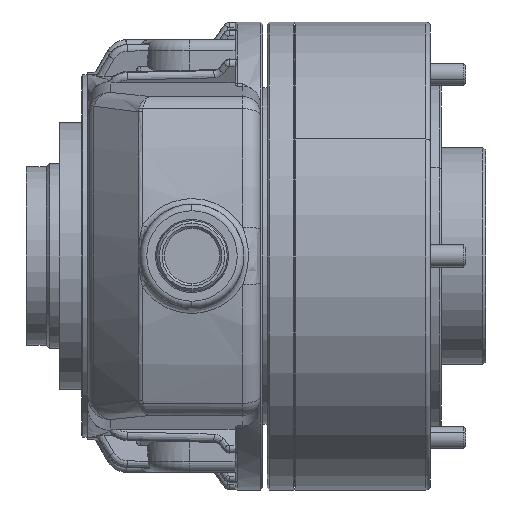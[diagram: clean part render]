
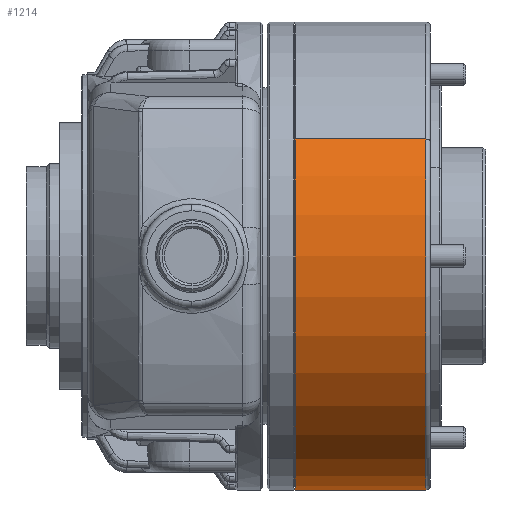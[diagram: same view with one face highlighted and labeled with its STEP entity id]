
A CAD part, front view. The second image highlights one B-rep face of the part: STEP entity #1214.
In plain terms, the highlighted cylindrical face has radius 106 mm (diameter 212 mm), a partial arc.
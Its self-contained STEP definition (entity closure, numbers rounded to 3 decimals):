
#197 = DIRECTION ( 'NONE',  ( -1., 0., 0. ) ) ;
#407 = FACE_OUTER_BOUND ( 'NONE', #22722, .T. ) ;
#722 = EDGE_CURVE ( 'NONE', #31340, #32468, #9668, .T. ) ;
#920 = DIRECTION ( 'NONE',  ( -1., 0., 0. ) ) ;
#1214 = ADVANCED_FACE ( 'NONE', ( #407 ), #21674, .T. ) ;
#1715 = DIRECTION ( 'NONE',  ( 0., 1., 0. ) ) ;
#2625 = CARTESIAN_POINT ( 'NONE',  ( 0., -106., 0. ) ) ;
#3631 = ORIENTED_EDGE ( 'NONE', *, *, #722, .F. ) ;
#7446 = ORIENTED_EDGE ( 'NONE', *, *, #32950, .T. ) ;
#9352 = VERTEX_POINT ( 'NONE', #18159 ) ;
#9668 = LINE ( 'NONE', #28023, #31473 ) ;
#14006 = CIRCLE ( 'NONE', #27484, 106. ) ;
#14803 = VECTOR ( 'NONE', #19913, 1000. ) ;
#16998 = AXIS2_PLACEMENT_3D ( 'NONE', #35389, #920, #22379 ) ;
#17511 = VERTEX_POINT ( 'NONE', #36431 ) ;
#17613 = CARTESIAN_POINT ( 'NONE',  ( 59.5, 0., 0. ) ) ;
#18159 = CARTESIAN_POINT ( 'NONE',  ( 59.5, -106., 0. ) ) ;
#18424 = CIRCLE ( 'NONE', #24154, 106. ) ;
#19046 = DIRECTION ( 'NONE',  ( 1., 0., 0. ) ) ;
#19913 = DIRECTION ( 'NONE',  ( -1., 0., 0. ) ) ;
#20461 = DIRECTION ( 'NONE',  ( 0., -1., 0. ) ) ;
#21674 = CYLINDRICAL_SURFACE ( 'NONE', #16998, 106. ) ;
#22379 = DIRECTION ( 'NONE',  ( 0., -1., 0. ) ) ;
#22722 = EDGE_LOOP ( 'NONE', ( #3631, #7446, #30050, #29292 ) ) ;
#23009 = CARTESIAN_POINT ( 'NONE',  ( 0.3, 106., 0. ) ) ;
#24154 = AXIS2_PLACEMENT_3D ( 'NONE', #36149, #19046, #1715 ) ;
#25796 = DIRECTION ( 'NONE',  ( -1., 0., 0. ) ) ;
#27484 = AXIS2_PLACEMENT_3D ( 'NONE', #17613, #197, #20461 ) ;
#28023 = CARTESIAN_POINT ( 'NONE',  ( 0., 106., 0. ) ) ;
#29292 = ORIENTED_EDGE ( 'NONE', *, *, #33721, .T. ) ;
#30050 = ORIENTED_EDGE ( 'NONE', *, *, #35238, .T. ) ;
#31340 = VERTEX_POINT ( 'NONE', #32258 ) ;
#31473 = VECTOR ( 'NONE', #25796, 1000. ) ;
#32258 = CARTESIAN_POINT ( 'NONE',  ( 59.5, 106., 0. ) ) ;
#32468 = VERTEX_POINT ( 'NONE', #23009 ) ;
#32950 = EDGE_CURVE ( 'NONE', #31340, #9352, #14006, .T. ) ;
#33721 = EDGE_CURVE ( 'NONE', #17511, #32468, #18424, .T. ) ;
#35238 = EDGE_CURVE ( 'NONE', #9352, #17511, #36648, .T. ) ;
#35389 = CARTESIAN_POINT ( 'NONE',  ( 0., 0., 0. ) ) ;
#36149 = CARTESIAN_POINT ( 'NONE',  ( 0.3, 0., 0. ) ) ;
#36431 = CARTESIAN_POINT ( 'NONE',  ( 0.3, -106., 0. ) ) ;
#36648 = LINE ( 'NONE', #2625, #14803 ) ;
